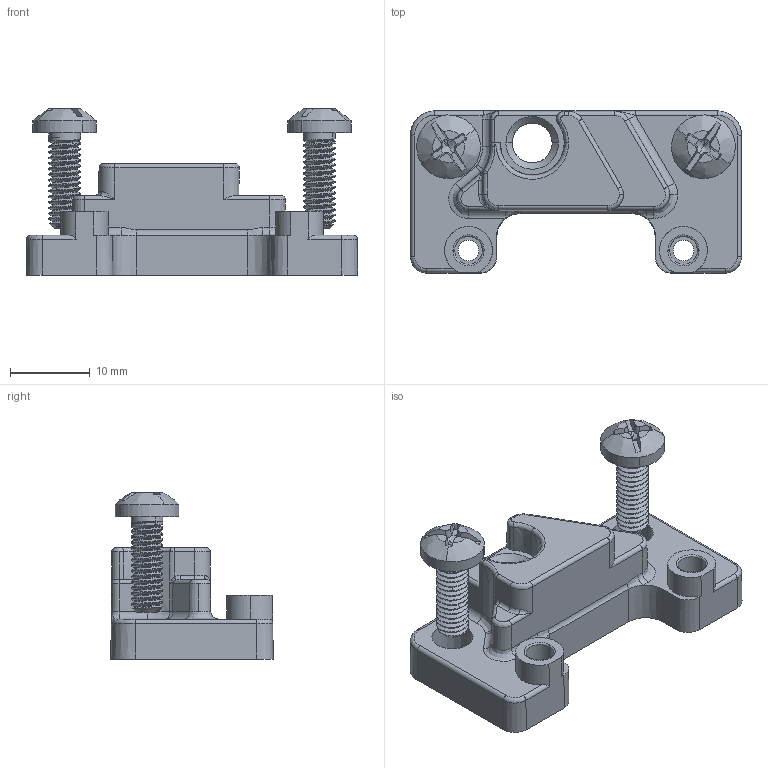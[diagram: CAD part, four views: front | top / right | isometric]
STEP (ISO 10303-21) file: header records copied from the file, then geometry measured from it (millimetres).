
FILE_DESCRIPTION (( 'STEP AP203' ), '1' );
FILE_NAME ('3D_1140000001001_APT-C_V1.0.STP', '2018-12-12T02:34:47', ( '' ), ( '' ), 'SwSTEP 2.0', 'SolidWorks 2016', '' );
FILE_SCHEMA (( 'CONFIG_CONTROL_DESIGN' ));
Length unit declared in the file: millimetre
Products named in the file (3): 3D_1140000001001_APT-C_V1.0; M4X12--巠饜輸嘐隅蹟佪
Assembly tree (3 placements, depth 2):
  3D_1140000001001_APT-C_V1.0
    3D_1140000001001_APT-C_V1.0
    M4X12--巠饜輸嘐隅蹟佪  x2
Bounding box: 41.59 x 20.39 x 20.88 mm (x, y, z)
Volume: 4928.8 mm3; surface area: 3982.5 mm2
Topology: 3 solids, 3 shells, 324 faces, 862 edges, 542 vertices
Faces by surface type: cylinder 110, plane 80, bspline 68, cone 60, torus 6
Entity records: 102749 total; most frequent: CARTESIAN_POINT 97131, ORIENTED_EDGE 1228, DIRECTION 939, EDGE_CURVE 614, VERTEX_POINT 387, AXIS2_PLACEMENT_3D 359, EDGE_LOOP 251, FACE_OUTER_BOUND 236
